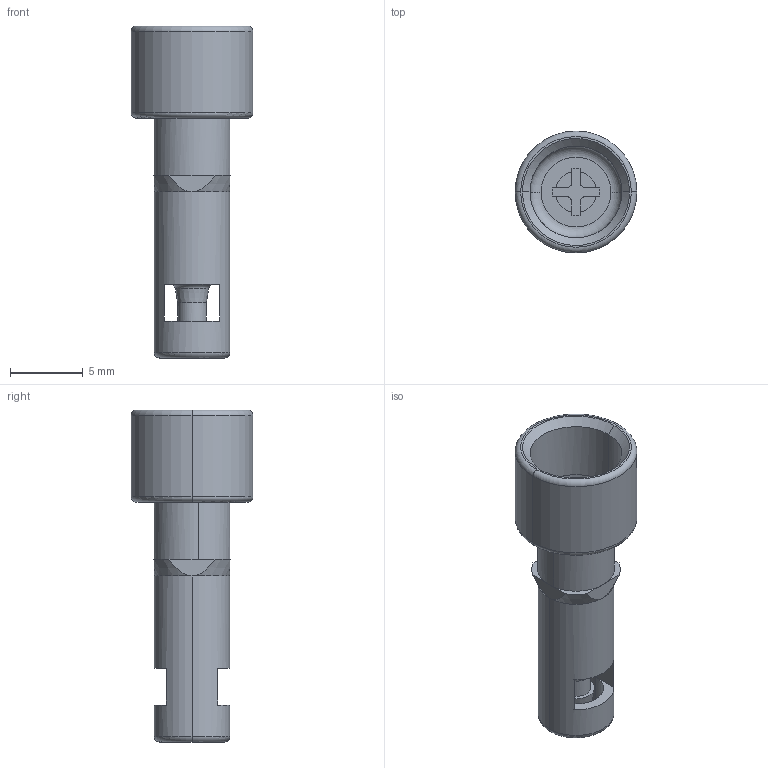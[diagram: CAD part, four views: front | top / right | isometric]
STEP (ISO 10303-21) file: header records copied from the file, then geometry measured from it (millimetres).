
FILE_DESCRIPTION(('CATIA V5 STEP Exchange','CAx-IF Rec.Pracs.--- Model Styling and Organization---1.4--- 2014-01-23'),'2;1');
FILE_NAME ('704240-4_2', '2020-10-21T12:25:42+00:00', ('none'), ('Weidmueller'), 'CATIA Version 5-6 Release 2016 SP3 HF44', 'CATIA V5 STEP AP214', 'none');
FILE_SCHEMA(('AUTOMOTIVE_DESIGN { 1 0 10303 214 1 1 1 1 }'));
Length unit declared in the file: millimetre
Products named in the file (1): 2637490000
Bounding box: 8.38 x 8.38 x 22.86 mm (x, y, z)
Volume: 450.1 mm3; surface area: 804.7 mm2
Topology: 1 solids, 1 shells, 91 faces, 211 edges, 127 vertices
Faces by surface type: plane 37, cylinder 28, cone 14, torus 12
Entity records: 2790 total; most frequent: CARTESIAN_POINT 854, ORIENTED_EDGE 422, DIRECTION 336, EDGE_CURVE 211, AXIS2_PLACEMENT_3D 151, VERTEX_POINT 127, EDGE_LOOP 100, VECTOR 95
